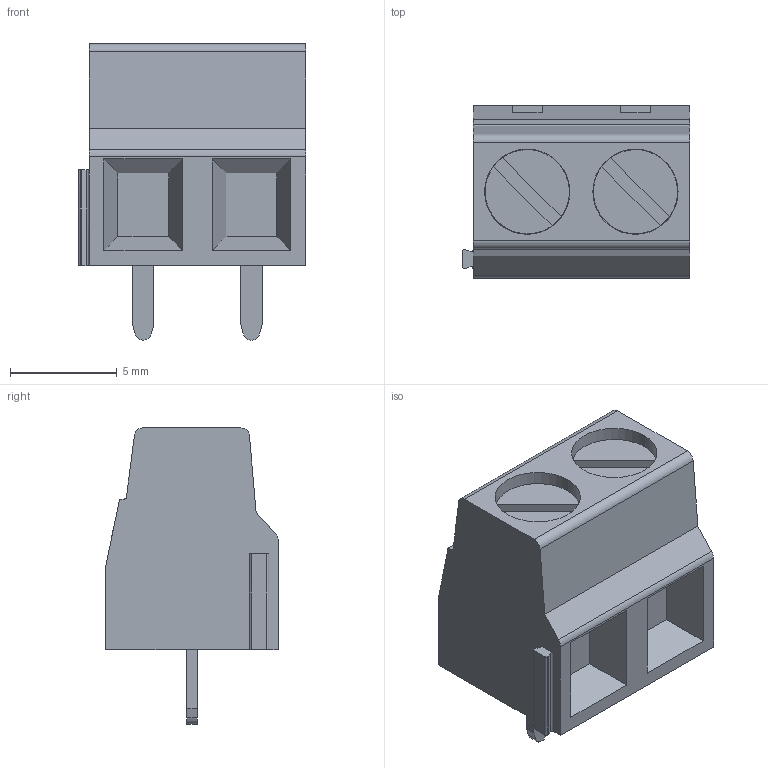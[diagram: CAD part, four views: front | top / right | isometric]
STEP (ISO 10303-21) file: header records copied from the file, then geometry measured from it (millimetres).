
FILE_DESCRIPTION(('CATIA V5 STEP Exchange','CAx-IF Rec.Pracs.--- Model Styling and Organization---1.4--- 2014-01-23'),'2;1');
FILE_NAME ('D1458989_1_1912520000_1912520000.stp','2021-07-23T09:11:46+00:00',('none'),('Weidmueller'),'CATIA Version 5-6 Release 2016 SP3 HF44','CATIA V5 STEP AP214','none');
FILE_SCHEMA(('AUTOMOTIVE_DESIGN { 1 0 10303 214 1 1 1 1 }'));
Length unit declared in the file: millimetre
Products named in the file (1): 1912520000
Bounding box: 10.66 x 8.1 x 13.9 mm (x, y, z)
Volume: 688.3 mm3; surface area: 743.2 mm2
Topology: 5 solids, 5 shells, 95 faces, 243 edges, 162 vertices
Faces by surface type: plane 67, cylinder 28
Entity records: 2972 total; most frequent: CARTESIAN_POINT 569, ORIENTED_EDGE 486, DIRECTION 410, EDGE_CURVE 243, VECTOR 179, LINE 179, VERTEX_POINT 162, AXIS2_PLACEMENT_3D 144
